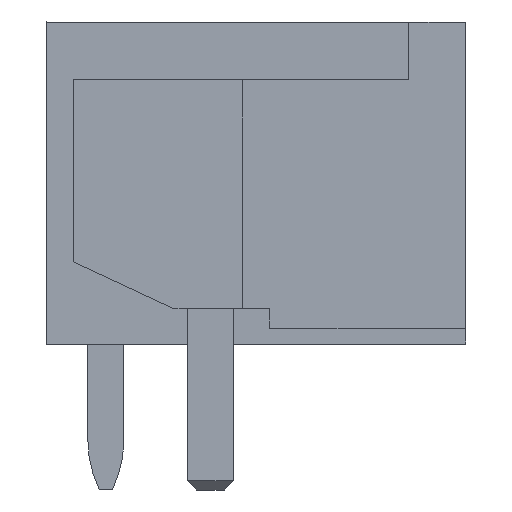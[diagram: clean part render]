
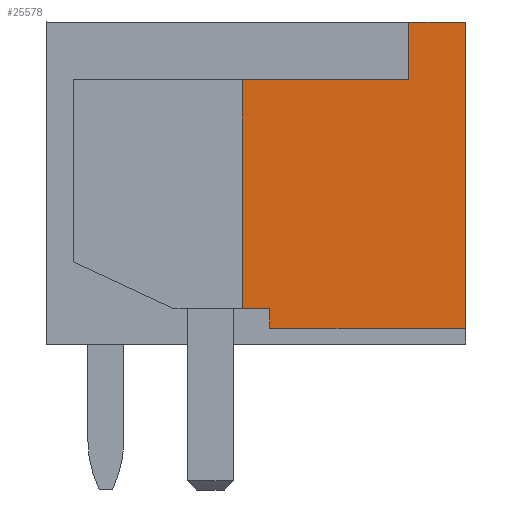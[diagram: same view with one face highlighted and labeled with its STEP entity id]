
A CAD part, left-side view. The second image highlights one B-rep face of the part: STEP entity #25578.
In plain terms, the highlighted planar face has unit normal (-1, 0, 0).
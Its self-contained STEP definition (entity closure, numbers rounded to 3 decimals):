
#25547=AXIS2_PLACEMENT_3D('Plane Axis2P3D',#25544,#25545,#25546) ;
#1062=CARTESIAN_POINT('Vertex',(0.,0.,10.27)) ;
#1065=CARTESIAN_POINT('Line Origine',(0.,0.,6.91)) ;
#1069=CARTESIAN_POINT('Vertex',(0.,0.,3.55)) ;
#3625=CARTESIAN_POINT('Vertex',(0.,1.25,10.27)) ;
#3628=CARTESIAN_POINT('Line Origine',(0.,0.625,10.27)) ;
#25481=CARTESIAN_POINT('Vertex',(0.,4.3,3.55)) ;
#25484=CARTESIAN_POINT('Line Origine',(0.,4.3,3.765)) ;
#25488=CARTESIAN_POINT('Vertex',(0.,4.3,3.98)) ;
#25508=CARTESIAN_POINT('Line Origine',(0.,2.15,3.55)) ;
#25529=CARTESIAN_POINT('Vertex',(0.,1.25,9.)) ;
#25532=CARTESIAN_POINT('Line Origine',(0.,1.25,9.635)) ;
#25544=CARTESIAN_POINT('Axis2P3D Location',(0.,0.,0.)) ;
#25549=CARTESIAN_POINT('Line Origine',(0.,4.6,3.98)) ;
#25553=CARTESIAN_POINT('Vertex',(0.,4.9,3.98)) ;
#25556=CARTESIAN_POINT('Line Origine',(0.,3.075,9.)) ;
#25560=CARTESIAN_POINT('Vertex',(0.,4.9,9.)) ;
#25563=CARTESIAN_POINT('Line Origine',(0.,4.9,6.49)) ;
#1066=DIRECTION('Vector Direction',(0.,0.,-1.)) ;
#3629=DIRECTION('Vector Direction',(0.,-1.,0.)) ;
#25485=DIRECTION('Vector Direction',(0.,0.,1.)) ;
#25509=DIRECTION('Vector Direction',(0.,1.,0.)) ;
#25533=DIRECTION('Vector Direction',(0.,0.,1.)) ;
#25545=DIRECTION('Axis2P3D Direction',(-1.,0.,0.)) ;
#25546=DIRECTION('Axis2P3D XDirection',(0.,-1.,0.)) ;
#25550=DIRECTION('Vector Direction',(0.,1.,0.)) ;
#25557=DIRECTION('Vector Direction',(0.,-1.,0.)) ;
#25564=DIRECTION('Vector Direction',(0.,0.,-1.)) ;
#1067=VECTOR('Line Direction',#1066,1.) ;
#3630=VECTOR('Line Direction',#3629,1.) ;
#25486=VECTOR('Line Direction',#25485,1.) ;
#25510=VECTOR('Line Direction',#25509,1.) ;
#25534=VECTOR('Line Direction',#25533,1.) ;
#25551=VECTOR('Line Direction',#25550,1.) ;
#25558=VECTOR('Line Direction',#25557,1.) ;
#25565=VECTOR('Line Direction',#25564,1.) ;
#25569=ORIENTED_EDGE('',*,*,#25555,.T.) ;
#25570=ORIENTED_EDGE('',*,*,#25490,.T.) ;
#25571=ORIENTED_EDGE('',*,*,#25512,.T.) ;
#25572=ORIENTED_EDGE('',*,*,#1071,.T.) ;
#25573=ORIENTED_EDGE('',*,*,#3632,.T.) ;
#25574=ORIENTED_EDGE('',*,*,#25536,.T.) ;
#25575=ORIENTED_EDGE('',*,*,#25562,.T.) ;
#25576=ORIENTED_EDGE('',*,*,#25567,.T.) ;
#25578=ADVANCED_FACE('HOUSING',(#25577),#25548,.T.) ;
#1071=EDGE_CURVE('',#1070,#1063,#1068,.F.) ;
#3632=EDGE_CURVE('',#1063,#3626,#3631,.F.) ;
#25490=EDGE_CURVE('',#25489,#25482,#25487,.F.) ;
#25512=EDGE_CURVE('',#25482,#1070,#25511,.F.) ;
#25536=EDGE_CURVE('',#3626,#25530,#25535,.F.) ;
#25555=EDGE_CURVE('',#25554,#25489,#25552,.F.) ;
#25562=EDGE_CURVE('',#25530,#25561,#25559,.F.) ;
#25567=EDGE_CURVE('',#25561,#25554,#25566,.T.) ;
#25568=EDGE_LOOP('',(#25569,#25570,#25571,#25572,#25573,#25574,#25575,#25576)) ;
#25577=FACE_OUTER_BOUND('',#25568,.T.) ;
#1068=LINE('Line',#1065,#1067) ;
#3631=LINE('Line',#3628,#3630) ;
#25487=LINE('Line',#25484,#25486) ;
#25511=LINE('Line',#25508,#25510) ;
#25535=LINE('Line',#25532,#25534) ;
#25552=LINE('Line',#25549,#25551) ;
#25559=LINE('Line',#25556,#25558) ;
#25566=LINE('Line',#25563,#25565) ;
#25548=PLANE('',#25547) ;
#1063=VERTEX_POINT('',#1062) ;
#1070=VERTEX_POINT('',#1069) ;
#3626=VERTEX_POINT('',#3625) ;
#25482=VERTEX_POINT('',#25481) ;
#25489=VERTEX_POINT('',#25488) ;
#25530=VERTEX_POINT('',#25529) ;
#25554=VERTEX_POINT('',#25553) ;
#25561=VERTEX_POINT('',#25560) ;
